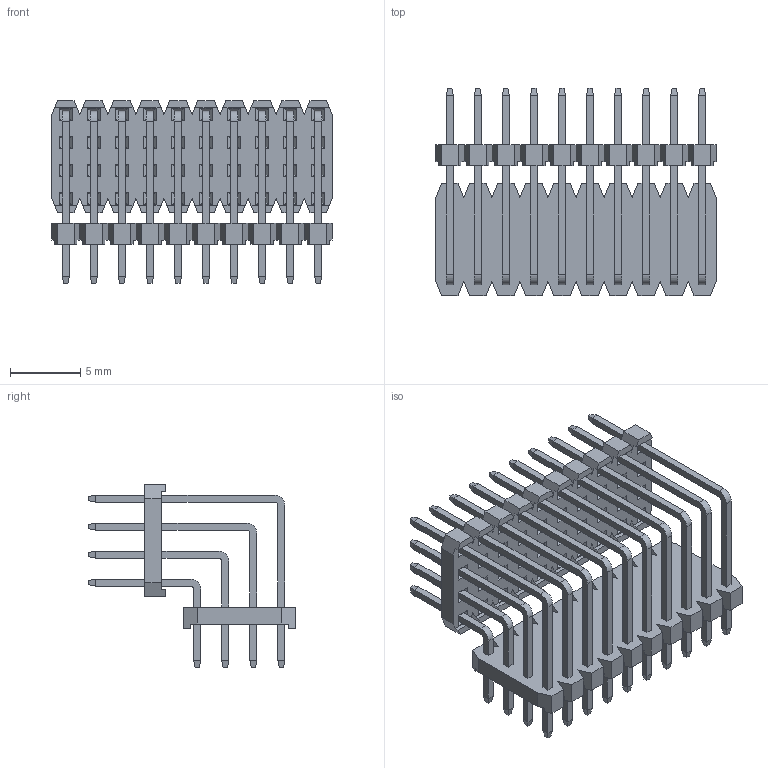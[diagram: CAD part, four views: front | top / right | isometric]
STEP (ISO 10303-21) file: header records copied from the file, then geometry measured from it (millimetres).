
FILE_DESCRIPTION( ('This file contains a STEP AP42 implementation' ,'as created by ZW3D STEP Interface translator.') ,'2;1' );
FILE_NAME( '1215-24XXXXRXXXXXXX(笢潔俔)(肮砃).stp' ,'23 323.101647', (''), ('ZWCAD Software Co.'), 'Version 1.0', 'ZW3D to STEP translator', '' );
FILE_SCHEMA(('AUTOMOTIVE_DESIGN { 1 0 10303 214 1 1 1 1 }'));
Length unit declared in the file: millimetre
Products named in the file (3): 0; 1215-2420XXR136XXXX(笢潔俔)(肮砃); 1215-24XXXXRXXXXX_ASM_1_ASM_1
Assembly tree (1 placements, depth 2):
  0
  1215-2420XXR136XXXX(笢潔俔)(肮砃)
    1215-24XXXXRXXXXX_ASM_1_ASM_1
Bounding box: 20 x 14.75 x 13.05 mm (x, y, z)
Volume: 536.7 mm3; surface area: 2539.7 mm2
Topology: 42 solids, 42 shells, 1568 faces, 3812 edges, 2328 vertices
Faces by surface type: plane 1488, cylinder 80
Entity records: 46087 total; most frequent: CARTESIAN_POINT 7712, ORIENTED_EDGE 7624, DIRECTION 7116, EDGE_CURVE 3812, VECTOR 3652, LINE 3652, VERTEX_POINT 2328, AXIS2_PLACEMENT_3D 1732
